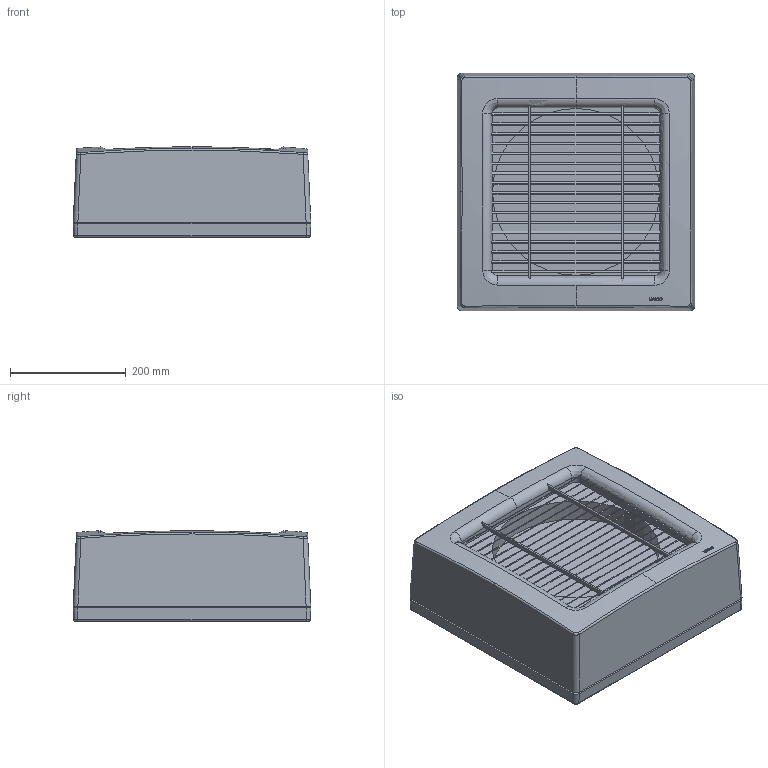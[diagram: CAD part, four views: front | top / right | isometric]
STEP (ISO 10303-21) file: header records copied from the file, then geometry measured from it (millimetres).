
FILE_DESCRIPTION (( 'STEP AP214' ), '1' );
FILE_NAME ('EV31.STEP', '2017-03-09T16:41:48', ( 'CADnetwork' ), ( '' ), 'SwSTEP 2.0', 'SolidWorks 2012', '' );
FILE_SCHEMA (( 'AUTOMOTIVE_DESIGN' ));
Length unit declared in the file: millimetre
Products named in the file (1): EV31
Bounding box: 410 x 410 x 156.01 mm (x, y, z)
Volume: 19648037.9 mm3; surface area: 830841.2 mm2
Topology: 1 solids, 1 shells, 335 faces, 1128 edges, 726 vertices
Faces by surface type: plane 189, cylinder 86, bspline 36, torus 15, sphere 9
Entity records: 15733 total; most frequent: CARTESIAN_POINT 6624, ORIENTED_EDGE 2256, DIRECTION 1501, EDGE_CURVE 1128, VERTEX_POINT 726, LINE 603, VECTOR 603, AXIS2_PLACEMENT_3D 449
